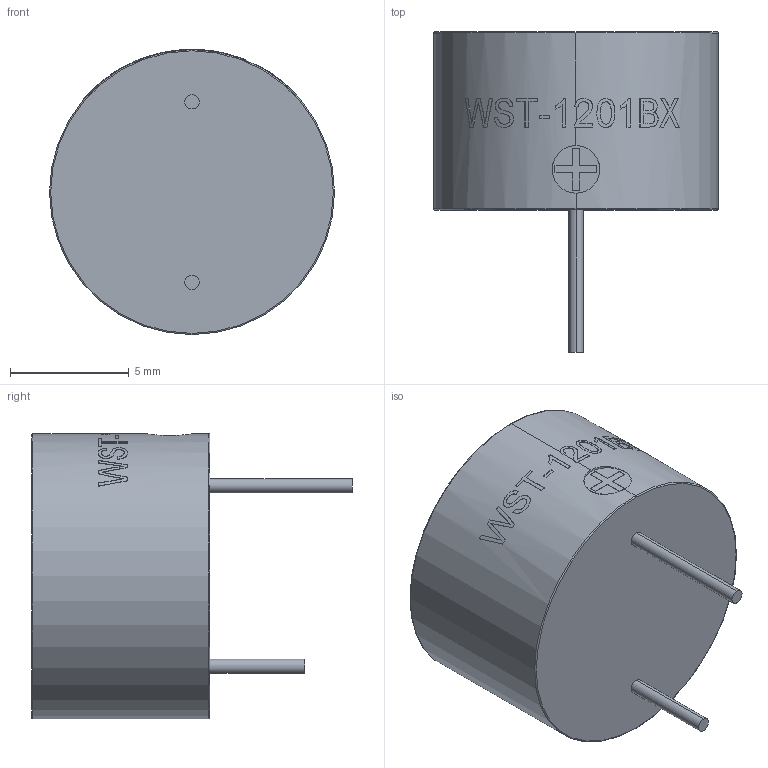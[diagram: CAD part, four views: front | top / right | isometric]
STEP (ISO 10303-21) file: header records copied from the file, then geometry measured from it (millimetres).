
FILE_DESCRIPTION (( 'STEP AP203' ), '1' );
FILE_NAME ('WST-1201BX.STEP', '2016-11-28T18:53:13', ( 'Gem' ), ( '' ), 'SwSTEP 2.0', 'SolidWorks 2013', '' );
FILE_SCHEMA (( 'CONFIG_CONTROL_DESIGN' ));
Length unit declared in the file: millimetre
Products named in the file (1): WST-1201BX
Bounding box: 12 x 13.5 x 12.01 mm (x, y, z)
Volume: 849.7 mm3; surface area: 534 mm2
Topology: 4 solids, 4 shells, 169 faces, 440 edges, 292 vertices
Faces by surface type: bspline 74, plane 67, cylinder 24, torus 4
Entity records: 9575 total; most frequent: CARTESIAN_POINT 5975, ORIENTED_EDGE 880, DIRECTION 469, EDGE_CURVE 440, VERTEX_POINT 292, B_SPLINE_CURVE_WITH_KNOTS 248, EDGE_LOOP 182, AXIS2_PLACEMENT_3D 181
